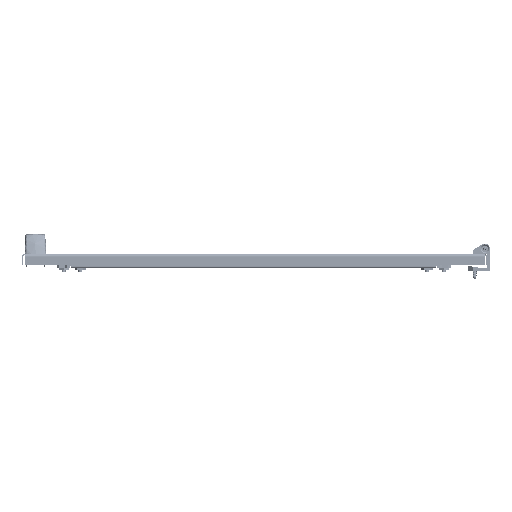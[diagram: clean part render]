
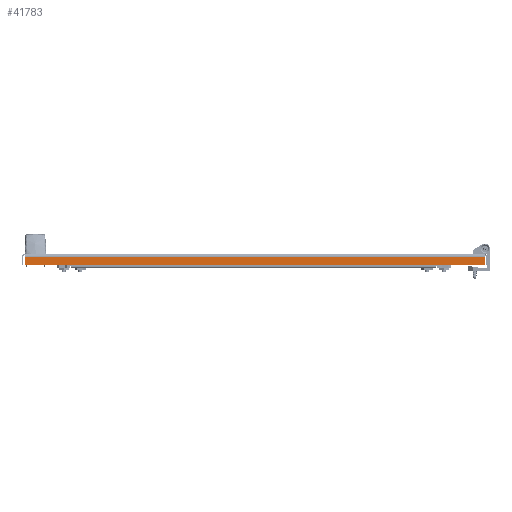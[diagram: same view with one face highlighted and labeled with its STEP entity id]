
A CAD part, front view. The second image highlights one B-rep face of the part: STEP entity #41783.
In plain terms, the highlighted planar face has unit normal (0, -1, 0).
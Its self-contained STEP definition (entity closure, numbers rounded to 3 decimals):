
#243 = CARTESIAN_POINT ( 'NONE',  ( 345., -695., -15.8 ) ) ;
#378 = VECTOR ( 'NONE', #3078, 1000. ) ;
#3078 = DIRECTION ( 'NONE',  ( 0., 0., 1. ) ) ;
#4212 = FACE_OUTER_BOUND ( 'NONE', #53285, .T. ) ;
#5134 = VERTEX_POINT ( 'NONE', #45026 ) ;
#11638 = VERTEX_POINT ( 'NONE', #37974 ) ;
#16904 = EDGE_CURVE ( 'NONE', #47138, #24858, #20507, .T. ) ;
#20507 = LINE ( 'NONE', #243, #34785 ) ;
#23877 = ORIENTED_EDGE ( 'NONE', *, *, #36054, .F. ) ;
#24858 = VERTEX_POINT ( 'NONE', #47744 ) ;
#25154 = EDGE_CURVE ( 'NONE', #47138, #11638, #55399, .T. ) ;
#29090 = EDGE_CURVE ( 'NONE', #5134, #11638, #81117, .T. ) ;
#29378 = CARTESIAN_POINT ( 'NONE',  ( 343., -695., -15.8 ) ) ;
#30610 = VECTOR ( 'NONE', #72094, 1000. ) ;
#34785 = VECTOR ( 'NONE', #47299, 1000. ) ;
#35194 = CARTESIAN_POINT ( 'NONE',  ( 343., -695., 0. ) ) ;
#36054 = EDGE_CURVE ( 'NONE', #24858, #5134, #73395, .T. ) ;
#37974 = CARTESIAN_POINT ( 'NONE',  ( 343., -695., -4. ) ) ;
#38114 = ORIENTED_EDGE ( 'NONE', *, *, #25154, .T. ) ;
#41783 = ADVANCED_FACE ( 'NONE', ( #4212 ), #59523, .F. ) ;
#45026 = CARTESIAN_POINT ( 'NONE',  ( -343., -695., -4. ) ) ;
#46505 = DIRECTION ( 'NONE',  ( 1., 0., 0. ) ) ;
#47138 = VERTEX_POINT ( 'NONE', #29378 ) ;
#47299 = DIRECTION ( 'NONE',  ( -1., 0., 0. ) ) ;
#47744 = CARTESIAN_POINT ( 'NONE',  ( -343., -695., -15.8 ) ) ;
#51244 = DIRECTION ( 'NONE',  ( 0., 0., 1. ) ) ;
#53285 = EDGE_LOOP ( 'NONE', ( #38114, #84242, #23877, #77567 ) ) ;
#55399 = LINE ( 'NONE', #35194, #378 ) ;
#55401 = VECTOR ( 'NONE', #46505, 1000. ) ;
#57802 = CARTESIAN_POINT ( 'NONE',  ( 0., -695., 0. ) ) ;
#59523 = PLANE ( 'NONE',  #67626 ) ;
#60514 = CARTESIAN_POINT ( 'NONE',  ( 0., -695., -4. ) ) ;
#67626 = AXIS2_PLACEMENT_3D ( 'NONE', #57802, #84527, #51244 ) ;
#72094 = DIRECTION ( 'NONE',  ( 0., 0., 1. ) ) ;
#73395 = LINE ( 'NONE', #86086, #30610 ) ;
#77567 = ORIENTED_EDGE ( 'NONE', *, *, #16904, .F. ) ;
#81117 = LINE ( 'NONE', #60514, #55401 ) ;
#84242 = ORIENTED_EDGE ( 'NONE', *, *, #29090, .F. ) ;
#84527 = DIRECTION ( 'NONE',  ( 0., 1., 0. ) ) ;
#86086 = CARTESIAN_POINT ( 'NONE',  ( -343., -695., 0. ) ) ;
